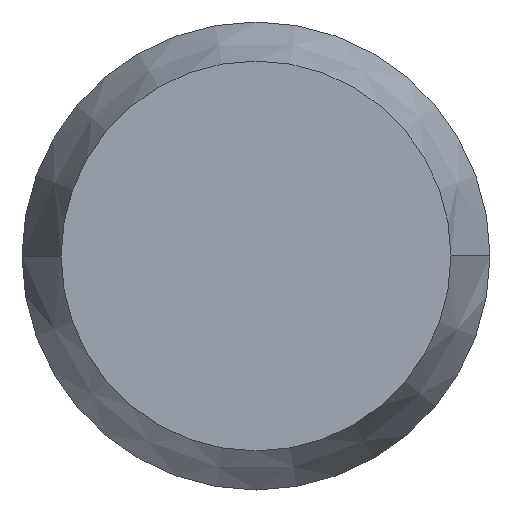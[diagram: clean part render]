
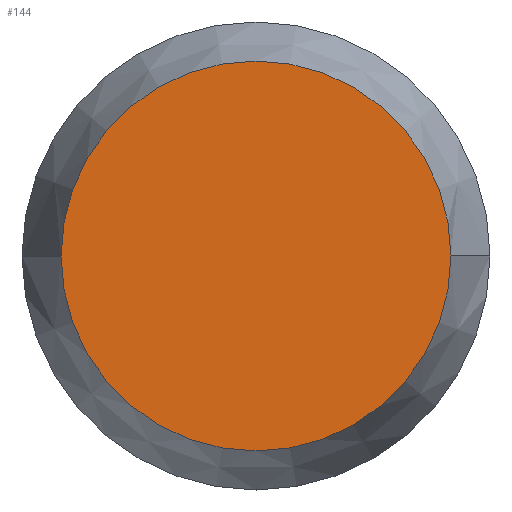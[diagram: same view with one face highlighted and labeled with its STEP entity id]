
A CAD part, front view. The second image highlights one B-rep face of the part: STEP entity #144.
In plain terms, the highlighted planar face has unit normal (0, -1, 0).
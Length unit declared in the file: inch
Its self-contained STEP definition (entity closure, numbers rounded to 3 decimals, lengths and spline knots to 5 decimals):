
#25 = FACE_OUTER_BOUND ( 'NONE', #92, .T. ) ;
#26 = EDGE_CURVE ( 'NONE', #306, #181, #308, .T. ) ;
#58 = CARTESIAN_POINT ( 'NONE',  ( 0., 0., 0. ) ) ;
#68 = DIRECTION ( 'NONE',  ( 0., 0., -1. ) ) ;
#82 = EDGE_CURVE ( 'NONE', #181, #306, #96, .T. ) ;
#92 = EDGE_LOOP ( 'NONE', ( #281, #313 ) ) ;
#96 = CIRCLE ( 'NONE', #158, 0.0781 ) ;
#144 = ADVANCED_FACE ( 'NONE', ( #25 ), #335, .T. ) ;
#149 = DIRECTION ( 'NONE',  ( 0., -1., 0. ) ) ;
#158 = AXIS2_PLACEMENT_3D ( 'NONE', #292, #265, #271 ) ;
#181 = VERTEX_POINT ( 'NONE', #285 ) ;
#203 = CARTESIAN_POINT ( 'NONE',  ( 0., 0., 0. ) ) ;
#210 = CARTESIAN_POINT ( 'NONE',  ( 0., 0., 0.0781 ) ) ;
#265 = DIRECTION ( 'NONE',  ( 0., -1., 0. ) ) ;
#271 = DIRECTION ( 'NONE',  ( 0., 0., -1. ) ) ;
#281 = ORIENTED_EDGE ( 'NONE', *, *, #82, .T. ) ;
#285 = CARTESIAN_POINT ( 'NONE',  ( 0., 0., -0.0781 ) ) ;
#292 = CARTESIAN_POINT ( 'NONE',  ( 0., 0., 0. ) ) ;
#306 = VERTEX_POINT ( 'NONE', #210 ) ;
#307 = DIRECTION ( 'NONE',  ( 0., -1., 0. ) ) ;
#308 = CIRCLE ( 'NONE', #320, 0.0781 ) ;
#310 = DIRECTION ( 'NONE',  ( 0., 0., -1. ) ) ;
#313 = ORIENTED_EDGE ( 'NONE', *, *, #26, .T. ) ;
#320 = AXIS2_PLACEMENT_3D ( 'NONE', #58, #307, #68 ) ;
#335 = PLANE ( 'NONE',  #355 ) ;
#355 = AXIS2_PLACEMENT_3D ( 'NONE', #203, #149, #310 ) ;
